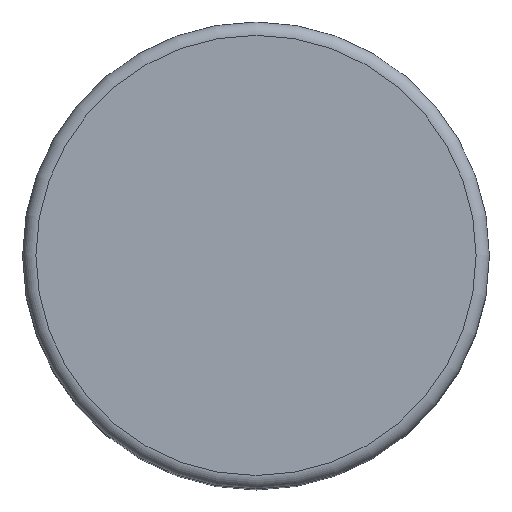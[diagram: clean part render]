
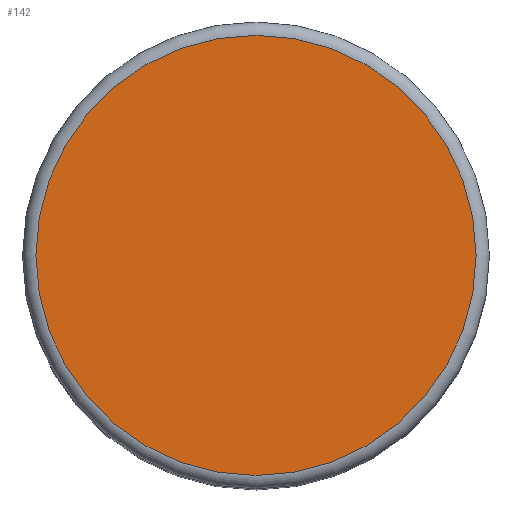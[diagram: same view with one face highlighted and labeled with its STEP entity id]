
A CAD part, top view. The second image highlights one B-rep face of the part: STEP entity #142.
In plain terms, the highlighted face is planar.
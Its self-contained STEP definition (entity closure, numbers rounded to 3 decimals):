
#33=PLANE('',#235);
#51=FACE_OUTER_BOUND('',#62,.T.);
#62=EDGE_LOOP('',(#123));
#75=CIRCLE('',#233,16.5);
#86=VERTEX_POINT('',#326);
#98=EDGE_CURVE('',#86,#86,#75,.T.);
#123=ORIENTED_EDGE('',*,*,#98,.F.);
#142=ADVANCED_FACE('',(#51),#33,.T.);
#233=AXIS2_PLACEMENT_3D('',#327,#274,#275);
#235=AXIS2_PLACEMENT_3D('',#329,#278,#279);
#274=DIRECTION('center_axis',(0.,-1.,0.));
#275=DIRECTION('ref_axis',(1.,0.,0.));
#278=DIRECTION('center_axis',(0.,1.,0.));
#279=DIRECTION('ref_axis',(0.,0.,1.));
#326=CARTESIAN_POINT('',(0.,50.,-16.5));
#327=CARTESIAN_POINT('Origin',(0.,50.,0.));
#329=CARTESIAN_POINT('Origin',(0.,50.,0.));
